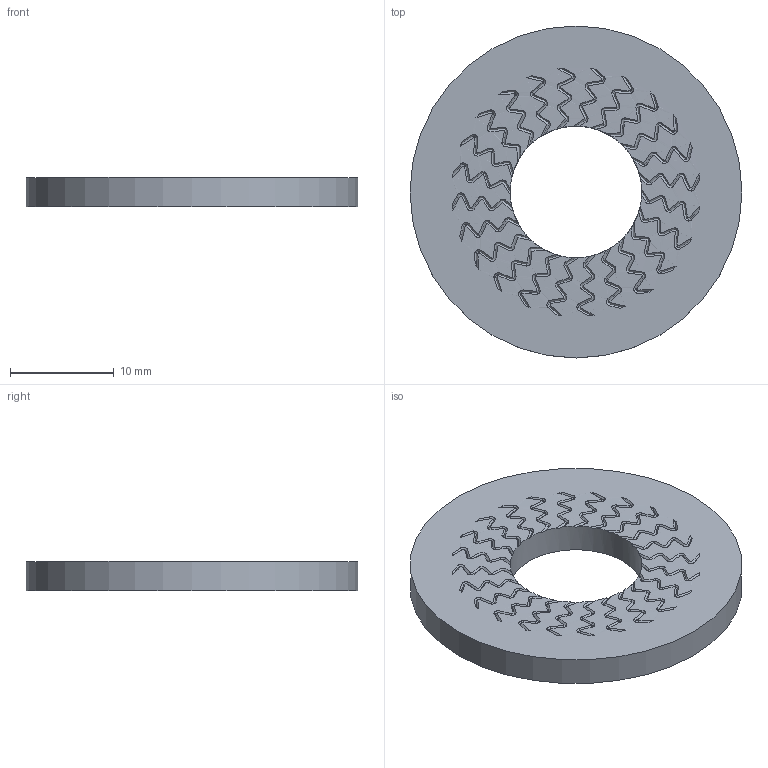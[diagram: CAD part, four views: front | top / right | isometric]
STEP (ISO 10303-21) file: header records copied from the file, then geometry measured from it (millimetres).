
FILE_DESCRIPTION( ( 'AP 214' ), '1' );
FILE_NAME( '070560_NSK B12_Muster_flach.stp', ' ', ( ' ' ), ( ' ' ), 'PSStep 16.0.33', 'VISI 20.0', ' ' );
FILE_SCHEMA( ( 'AUTOMOTIVE_DESIGN { 1 0 10303 214 1 1 1 1 }' ) );
Length unit declared in the file: millimetre
Products named in the file (1): 1
Bounding box: 31.99 x 31.99 x 2.81 mm (x, y, z)
Volume: 1882 mm3; surface area: 1773.6 mm2
Topology: 1 solids, 1 shells, 560 faces, 1598 edges, 1041 vertices
Faces by surface type: plane 291, bspline 240, cylinder 26, torus 3
Full cylindrical faces by diameter (mm): 12.69 x1, 31.99 x1
Entity records: 26183 total; most frequent: CARTESIAN_POINT 9791, ORIENTED_EDGE 3182, EDGE_CURVE 1591, DIRECTION 1352, VERTEX_POINT 1039, B_SPLINE_CURVE_WITH_KNOTS 1032, EDGE_LOOP 568, FACE_OUTER_BOUND 565
